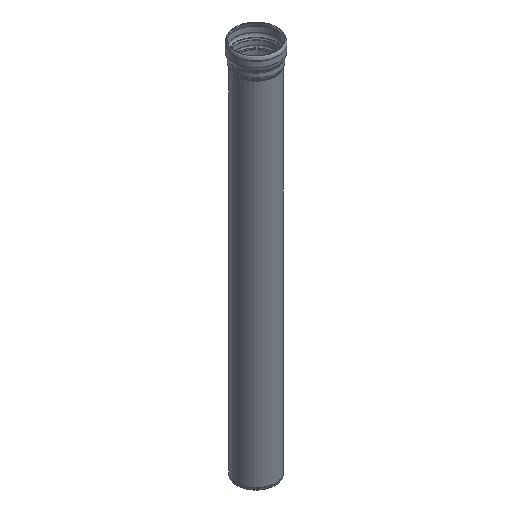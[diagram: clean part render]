
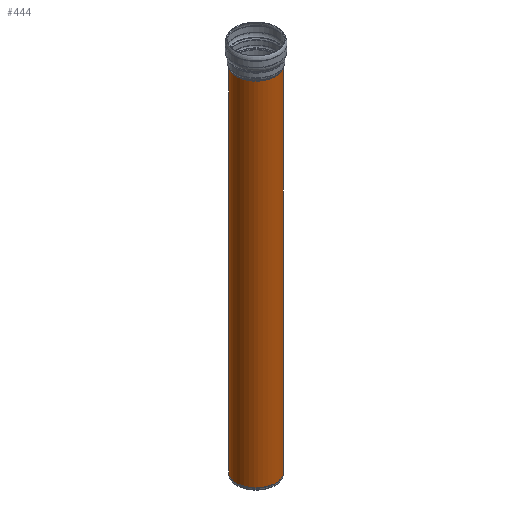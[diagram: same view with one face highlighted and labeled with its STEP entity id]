
A CAD part, isometric view. The second image highlights one B-rep face of the part: STEP entity #444.
In plain terms, the highlighted cylindrical face has radius 1095 mm (diameter 2190 mm), a full revolution.
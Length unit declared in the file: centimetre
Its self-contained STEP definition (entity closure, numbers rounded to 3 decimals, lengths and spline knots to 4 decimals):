
#24=CYLINDRICAL_SURFACE('',#525,109.5);
#58=FACE_OUTER_BOUND('',#82,.T.);
#82=EDGE_LOOP('',(#404,#405,#406,#407,#408));
#96=LINE('',#839,#110);
#110=VECTOR('',#698,109.5);
#113=CIRCLE('',#451,109.5);
#134=CIRCLE('',#481,109.5);
#135=CIRCLE('',#482,109.5);
#167=VERTEX_POINT('',#709);
#184=VERTEX_POINT('',#761);
#185=VERTEX_POINT('',#763);
#212=EDGE_CURVE('',#167,#167,#113,.T.);
#238=EDGE_CURVE('',#185,#184,#134,.T.);
#239=EDGE_CURVE('',#184,#185,#135,.T.);
#276=EDGE_CURVE('',#167,#185,#96,.T.);
#404=ORIENTED_EDGE('',*,*,#212,.F.);
#405=ORIENTED_EDGE('',*,*,#276,.T.);
#406=ORIENTED_EDGE('',*,*,#238,.T.);
#407=ORIENTED_EDGE('',*,*,#239,.T.);
#408=ORIENTED_EDGE('',*,*,#276,.F.);
#444=ADVANCED_FACE('',(#58),#24,.T.);
#451=AXIS2_PLACEMENT_3D('',#711,#537,#538);
#481=AXIS2_PLACEMENT_3D('',#764,#602,#603);
#482=AXIS2_PLACEMENT_3D('',#765,#604,#605);
#525=AXIS2_PLACEMENT_3D('',#838,#696,#697);
#537=DIRECTION('center_axis',(0.,0.,
-1.));
#538=DIRECTION('ref_axis',(1.,0.,0.));
#602=DIRECTION('center_axis',(0.,0.,
-1.));
#603=DIRECTION('ref_axis',(1.,0.,0.));
#604=DIRECTION('center_axis',(0.,0.,
-1.));
#605=DIRECTION('ref_axis',(1.,0.,0.));
#696=DIRECTION('center_axis',(0.,0.,
-1.));
#697=DIRECTION('ref_axis',(1.,0.,0.));
#698=DIRECTION('',(0.,0.,1.));
#709=CARTESIAN_POINT('',(-109.5,0.,-2110.));
#711=CARTESIAN_POINT('Origin',(0.,0.,
-2110.));
#761=CARTESIAN_POINT('',(0.,-109.5,-128.3));
#763=CARTESIAN_POINT('',(-109.5,0.,-128.3));
#764=CARTESIAN_POINT('Origin',(0.,0.,
-128.3));
#765=CARTESIAN_POINT('Origin',(0.,0.,
-128.3));
#838=CARTESIAN_POINT('Origin',(0.,0.,
-159.15));
#839=CARTESIAN_POINT('',(-109.5,0.,-159.15));
